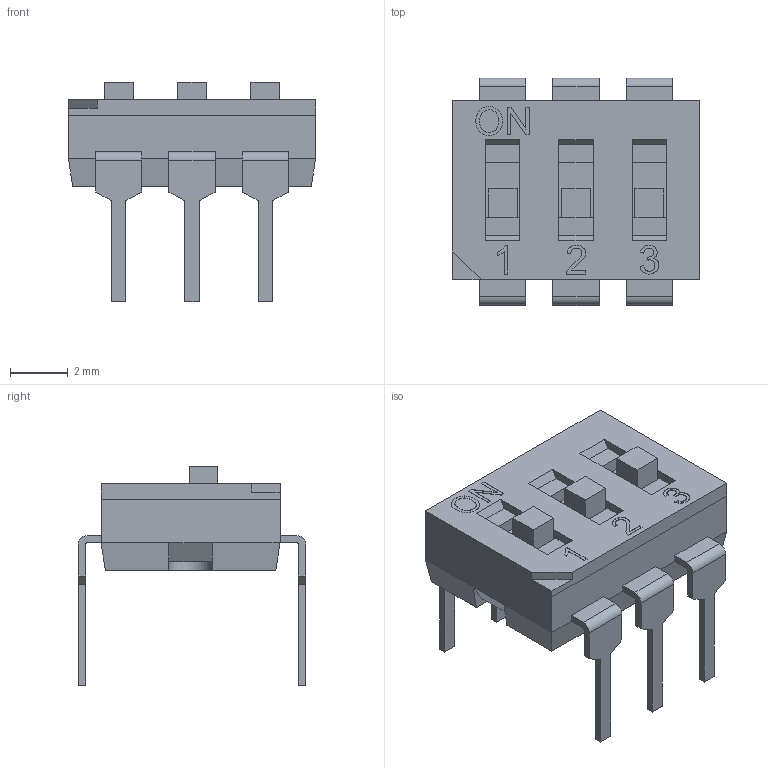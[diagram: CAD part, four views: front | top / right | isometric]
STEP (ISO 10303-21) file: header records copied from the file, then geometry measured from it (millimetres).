
FILE_DESCRIPTION(/* description */ ('Unknown'),/* implementation_level */ '2;1');
FILE_NAME(/* name */ '418127270903',/* time_stamp */ '2023-09-11T15:40:08+02:00',/* author */ ('Unknown'),/* organization */ ('Unknown'),/* preprocessor_version */ 'ST-DEVELOPER v16.7',/* originating_system */ 'Solid Edge',/* authorisation */ 'Unknown');
FILE_SCHEMA (('AUTOMOTIVE_DESIGN {1 0 10303 214 3 1 1}'));
Length unit declared in the file: millimetre
Products named in the file (7): 4181272709xx; Base 03; Terminal_front; Actuator; Terminal_back; Cover 03; Contact
Assembly tree (14 placements, depth 2):
  4181272709xx
    Base 03
    Terminal_front  x3
    Actuator  x3
    Terminal_back  x3
    Cover 03
    Contact  x3
Bounding box: 8.56 x 7.87 x 7.6 mm (x, y, z)
Volume: 145.4 mm3; surface area: 635.9 mm2
Topology: 14 solids, 14 shells, 497 faces, 1374 edges, 905 vertices
Faces by surface type: plane 419, cylinder 68, bspline 10
Full cylindrical faces by diameter (mm): 0.45 x6, 0.5 x12, 1.9 x1
Entity records: 9928 total; most frequent: CARTESIAN_POINT 2140, ORIENTED_EDGE 1492, DIRECTION 1316, EDGE_CURVE 746, LINE 612, VECTOR 612, VERTEX_POINT 490, AXIS2_PLACEMENT_3D 352
